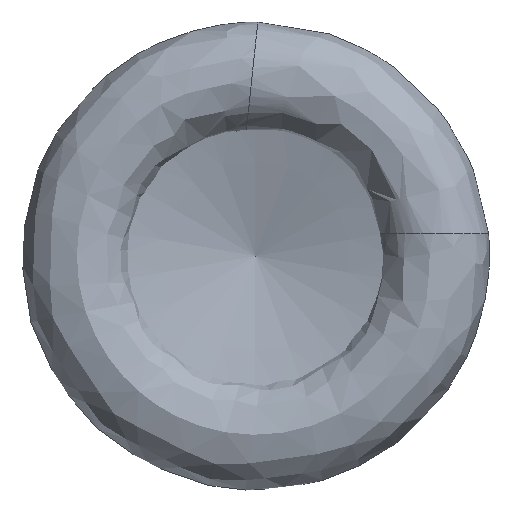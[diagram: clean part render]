
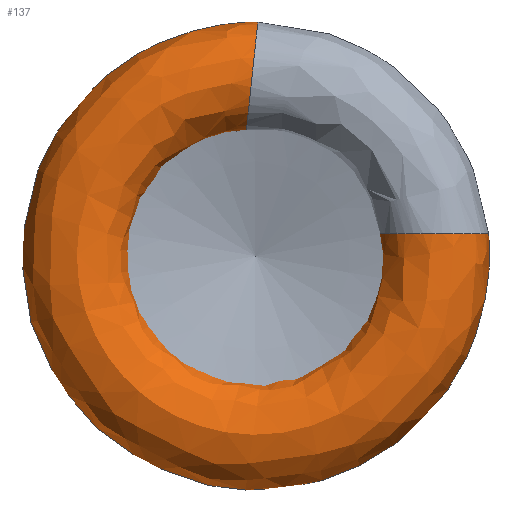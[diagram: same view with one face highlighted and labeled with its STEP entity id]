
A CAD part, left-side view. The second image highlights one B-rep face of the part: STEP entity #137.
In plain terms, the highlighted free-form (B-spline) face has degree [3, 3] with [7, 7] control points.
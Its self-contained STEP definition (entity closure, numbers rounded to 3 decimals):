
#137=ADVANCED_FACE('',(#151,#152),#149,.F.);
#149=(
BOUNDED_SURFACE()
B_SPLINE_SURFACE(3,3,((#320,#321,#322,#323,#324,#325,#326),(#327,#328,#329,
#330,#331,#332,#333),(#334,#335,#336,#337,#338,#339,#340),(#341,#342,#343,
#344,#345,#346,#347),(#348,#349,#350,#351,#352,#353,#354),(#355,#356,#357,
#358,#359,#360,#361),(#362,#363,#364,#365,#366,#367,#368)),
 .UNSPECIFIED.,.T.,.F.,.F.)
B_SPLINE_SURFACE_WITH_KNOTS((1,3,3,3,1),(4,3,4),(-0.5,0.,0.5,1.,1.5),(0.,
0.5,1.),.UNSPECIFIED.)
GEOMETRIC_REPRESENTATION_ITEM()
RATIONAL_B_SPLINE_SURFACE(((1.,0.572,0.572,1.,0.572,
0.572,1.),(0.333,0.191,0.191,
0.333,0.191,0.191,0.333),
(0.333,0.191,0.191,0.333,
0.191,0.191,0.333),(1.,0.572,
0.572,1.,0.572,0.572,1.),(0.333,
0.191,0.191,0.333,0.191,
0.191,0.333),(0.333,0.191,
0.191,0.333,0.191,0.191,
0.333),(1.,0.572,0.572,1.,0.572,
0.572,1.)))
REPRESENTATION_ITEM('')
SURFACE()
);
#151=FACE_BOUND('',#173,.T.);
#152=FACE_BOUND('',#174,.T.);
#173=EDGE_LOOP('',(#195));
#174=EDGE_LOOP('',(#196));
#195=ORIENTED_EDGE('',*,*,#229,.T.);
#196=ORIENTED_EDGE('',*,*,#230,.F.);
#217=VERTEX_POINT('',#317);
#218=VERTEX_POINT('',#319);
#229=EDGE_CURVE('',#217,#217,#240,.T.);
#230=EDGE_CURVE('',#218,#218,#241,.T.);
#240=CIRCLE('',#252,5.);
#241=CIRCLE('',#253,5.);
#252=AXIS2_PLACEMENT_3D('',#316,#274,#275);
#253=AXIS2_PLACEMENT_3D('',#318,#276,#277);
#274=DIRECTION('',(0.,0.994,0.105));
#275=DIRECTION('',(1.,0.,0.));
#276=DIRECTION('',(0.,0.,1.));
#277=DIRECTION('',(1.,0.,0.));
#316=CARTESIAN_POINT('',(5.,0.315,16.027));
#317=CARTESIAN_POINT('',(10.,0.315,16.027));
#318=CARTESIAN_POINT('',(5.,-15.905,2.));
#319=CARTESIAN_POINT('',(10.,-15.905,2.));
#320=CARTESIAN_POINT('',(10.,-15.905,2.));
#321=CARTESIAN_POINT('',(10.,-18.08,-15.303));
#322=CARTESIAN_POINT('',(10.,-2.705,-23.532));
#323=CARTESIAN_POINT('',(10.,10.486,-12.125));
#324=CARTESIAN_POINT('',(10.,23.676,-0.717));
#325=CARTESIAN_POINT('',(10.,17.751,15.684));
#326=CARTESIAN_POINT('',(10.,0.315,16.027));
#327=CARTESIAN_POINT('',(10.,-5.905,2.));
#328=CARTESIAN_POINT('',(10.,-8.08,-4.424));
#329=CARTESIAN_POINT('',(10.,-2.862,-8.756));
#330=CARTESIAN_POINT('',(10.,3.052,-5.436));
#331=CARTESIAN_POINT('',(10.,8.966,-2.116));
#332=CARTESIAN_POINT('',(10.,7.984,4.595));
#333=CARTESIAN_POINT('',(10.,1.367,6.082));
#334=CARTESIAN_POINT('',(0.,-5.905,2.));
#335=CARTESIAN_POINT('',(0.,-8.08,-4.424));
#336=CARTESIAN_POINT('',(0.,-2.862,-8.756));
#337=CARTESIAN_POINT('',(0.,3.052,-5.436));
#338=CARTESIAN_POINT('',(0.,8.966,-2.116));
#339=CARTESIAN_POINT('',(0.,7.984,4.595));
#340=CARTESIAN_POINT('',(0.,1.367,6.082));
#341=CARTESIAN_POINT('',(0.,-15.905,2.));
#342=CARTESIAN_POINT('',(0.,-18.08,-15.303));
#343=CARTESIAN_POINT('',(0.,-2.705,-23.532));
#344=CARTESIAN_POINT('',(0.,10.486,-12.125));
#345=CARTESIAN_POINT('',(0.,23.676,-0.717));
#346=CARTESIAN_POINT('',(0.,17.751,15.684));
#347=CARTESIAN_POINT('',(0.,0.315,16.027));
#348=CARTESIAN_POINT('',(0.,-25.905,2.));
#349=CARTESIAN_POINT('',(0.,-28.08,-26.182));
#350=CARTESIAN_POINT('',(0.,-2.548,-38.308));
#351=CARTESIAN_POINT('',(0.,17.92,-18.813));
#352=CARTESIAN_POINT('',(0.,38.387,0.682));
#353=CARTESIAN_POINT('',(0.,27.517,26.774));
#354=CARTESIAN_POINT('',(0.,-0.738,25.971));
#355=CARTESIAN_POINT('',(10.,-25.905,2.));
#356=CARTESIAN_POINT('',(10.,-28.08,-26.182));
#357=CARTESIAN_POINT('',(10.,-2.548,-38.308));
#358=CARTESIAN_POINT('',(10.,17.92,-18.813));
#359=CARTESIAN_POINT('',(10.,38.387,0.682));
#360=CARTESIAN_POINT('',(10.,27.517,26.774));
#361=CARTESIAN_POINT('',(10.,-0.738,25.971));
#362=CARTESIAN_POINT('',(10.,-15.905,2.));
#363=CARTESIAN_POINT('',(10.,-18.08,-15.303));
#364=CARTESIAN_POINT('',(10.,-2.705,-23.532));
#365=CARTESIAN_POINT('',(10.,10.486,-12.125));
#366=CARTESIAN_POINT('',(10.,23.676,-0.717));
#367=CARTESIAN_POINT('',(10.,17.751,15.684));
#368=CARTESIAN_POINT('',(10.,0.315,16.027));
